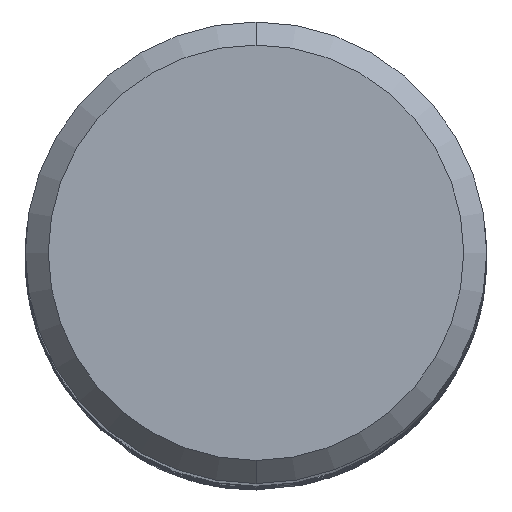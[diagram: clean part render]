
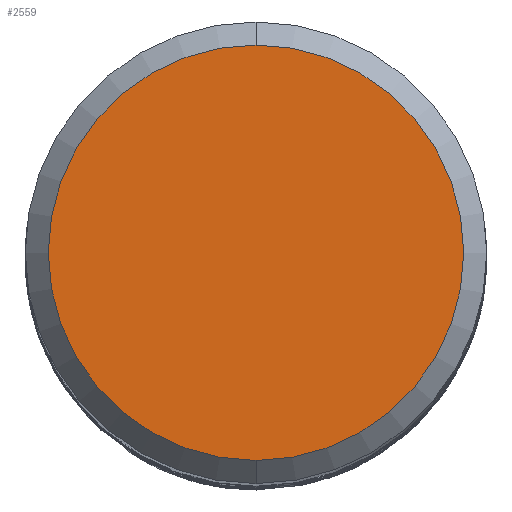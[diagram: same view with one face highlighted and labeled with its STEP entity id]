
A CAD part, top view. The second image highlights one B-rep face of the part: STEP entity #2559.
In plain terms, the highlighted planar face has unit normal (0, 0, 1).
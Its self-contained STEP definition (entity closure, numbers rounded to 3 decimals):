
#2275=EDGE_CURVE('',#3983,#3575,#5049,.T.);
#2559=ADVANCED_FACE('',(#5360),#5361,.T.);
#3319=EDGE_CURVE('',#3575,#3983,#6204,.T.);
#3575=VERTEX_POINT('',#6475);
#3983=VERTEX_POINT('',#6918);
#5049=CIRCLE('',#19324,7.2);
#5360=FACE_OUTER_BOUND('',#25007,.T.);
#5361=PLANE('',#25008);
#6204=CIRCLE('',#40908,7.2);
#6475=CARTESIAN_POINT('',(0.,-7.2,0.0));
#6918=CARTESIAN_POINT('',(0.0,7.2,0.0));
#19324=AXIS2_PLACEMENT_3D('',#49959,#49960,#49961);
#25007=EDGE_LOOP('',(#50269,#50270));
#25008=AXIS2_PLACEMENT_3D('',#50271,#50272,#50273);
#40908=AXIS2_PLACEMENT_3D('',#51238,#51239,#51240);
#49959=CARTESIAN_POINT('',(0.0,0.0,0.0));
#49960=DIRECTION('',(0.0,0.0,-1.0));
#49961=DIRECTION('',(0.0,1.0,0.0));
#50269=ORIENTED_EDGE('',*,*,#2275,.F.);
#50270=ORIENTED_EDGE('',*,*,#3319,.F.);
#50271=CARTESIAN_POINT('',(0.0,3.6,0.0));
#50272=DIRECTION('',(-0.0,0.0,1.0));
#50273=DIRECTION('',(0.0,-1.0,0.0));
#51238=CARTESIAN_POINT('',(0.0,0.0,0.0));
#51239=DIRECTION('',(0.0,0.0,-1.0));
#51240=DIRECTION('',(0.0,1.0,0.0));
